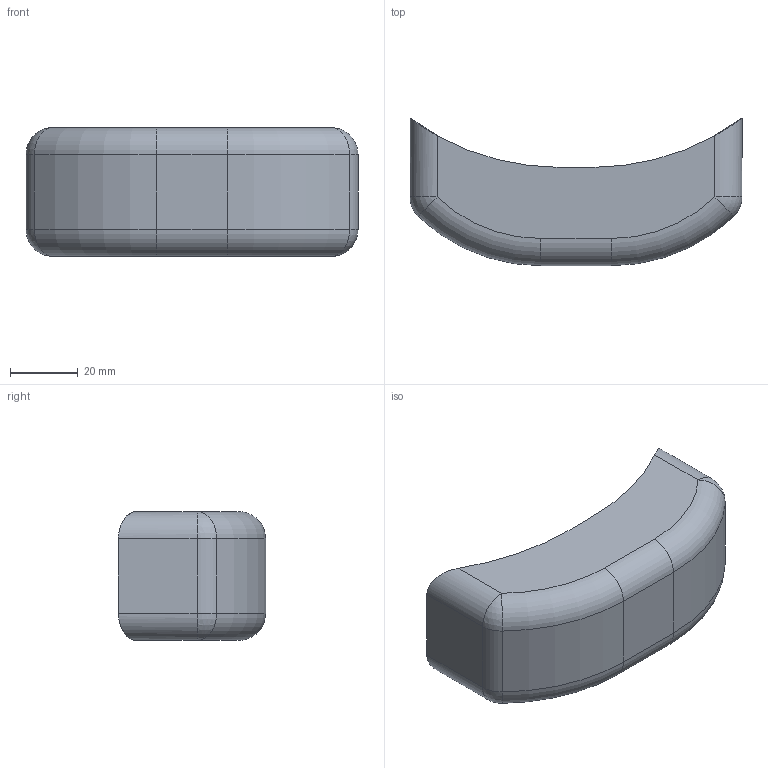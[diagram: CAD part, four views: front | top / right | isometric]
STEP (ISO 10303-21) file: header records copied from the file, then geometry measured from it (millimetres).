
FILE_DESCRIPTION (( 'STEP AP214' ), '1' );
FILE_NAME ('cheetah collar payload primary.STEP', '2020-08-25T10:23:34', ( '' ), ( '' ), 'SwSTEP 2.0', 'SolidWorks 2016', '' );
FILE_SCHEMA (( 'AUTOMOTIVE_DESIGN' ));
Length unit declared in the file: millimetre
Products named in the file (1): cheetah collar payload primary
Bounding box: 98 x 43.5 x 38 mm (x, y, z)
Volume: 103335.9 mm3; surface area: 15141.3 mm2
Topology: 1 solids, 1 shells, 38 faces, 84 edges, 48 vertices
Faces by surface type: cylinder 20, plane 10, sphere 4, torus 4
Entity records: 1318 total; most frequent: CARTESIAN_POINT 463, DIRECTION 182, ORIENTED_EDGE 160, EDGE_CURVE 80, AXIS2_PLACEMENT_3D 75, VERTEX_POINT 48, EDGE_LOOP 42, FACE_OUTER_BOUND 38
